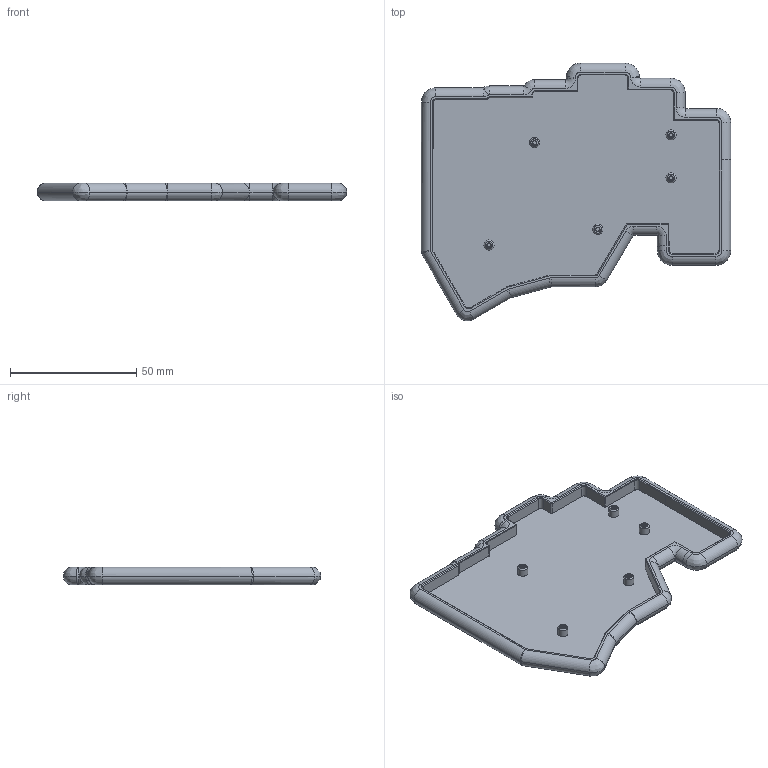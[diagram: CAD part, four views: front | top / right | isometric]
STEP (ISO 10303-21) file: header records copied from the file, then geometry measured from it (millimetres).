
FILE_DESCRIPTION(/* description */ (''),/* implementation_level */ '2;1');
FILE_NAME(/* name */ 'temper_metal_round_right.step',/* time_stamp */ '2024-05-01T17:17:13+02:00',/* author */ (''),/* organization */ (''),/* preprocessor_version */ 'ST-DEVELOPER v20',/* originating_system */ 'Autodesk Translation Framework v12.14.0.127',/* authorisation */ '');
FILE_SCHEMA (('AUTOMOTIVE_DESIGN { 1 0 10303 214 3 1 1 }'));
Length unit declared in the file: millimetre
Products named in the file (1): temper_metal_round_right
Bounding box: 122.46 x 101.91 x 7 mm (x, y, z)
Volume: 26072.7 mm3; surface area: 23118.8 mm2
Topology: 1 solids, 1 shells, 358 faces, 879 edges, 529 vertices
Faces by surface type: cylinder 190, plane 84, bspline 34, cone 32, torus 18
Full cylindrical faces by diameter (mm): 1.623 x15, 2.074 x10, 4 x5, 9 x6
Entity records: 16893 total; most frequent: CARTESIAN_POINT 8901, ORIENTED_EDGE 1736, DIRECTION 1553, EDGE_CURVE 868, AXIS2_PLACEMENT_3D 585, VERTEX_POINT 529, LINE 383, VECTOR 383
